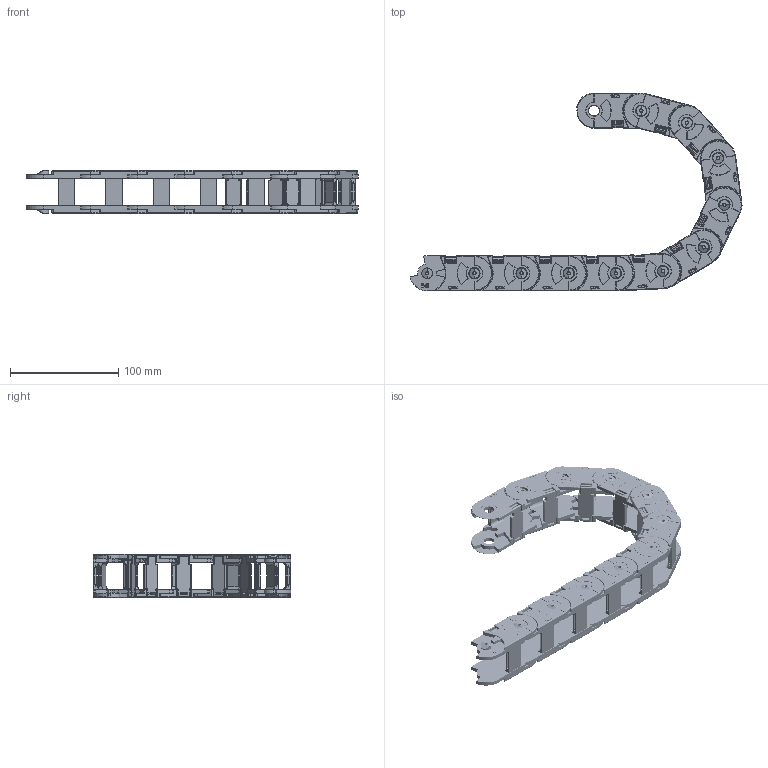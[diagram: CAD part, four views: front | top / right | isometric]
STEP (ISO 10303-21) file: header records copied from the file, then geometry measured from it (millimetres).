
FILE_DESCRIPTION (( 'STEP AP214' ), '1' );
FILE_NAME ('CK24-A025-R150-J.STEP', '2019-09-02T14:51:04', ( '' ), ( '' ), 'SwSTEP 2.0', 'SolidWorks 2017', '' );
FILE_SCHEMA (( 'AUTOMOTIVE_DESIGN' ));
Length unit declared in the file: millimetre
Products named in the file (2): CK24-A025-R150-J; CK24-A025-R040
Assembly tree (11 placements, depth 2):
  CK24-A025-R150-J
    CK24-A025-R040  x11
Bounding box: 306.19 x 182.5 x 40 mm (x, y, z)
Volume: 219352.4 mm3; surface area: 146951.7 mm2
Topology: 22 solids, 22 shells, 6567 faces, 16643 edges, 10252 vertices
Faces by surface type: plane 2827, cylinder 1892, bspline 913, torus 627, sphere 308
Entity records: 22129 total; most frequent: CARTESIAN_POINT 8085, ORIENTED_EDGE 2994, DIRECTION 2795, EDGE_CURVE 1497, AXIS2_PLACEMENT_3D 958, VERTEX_POINT 932, VECTOR 879, LINE 879
